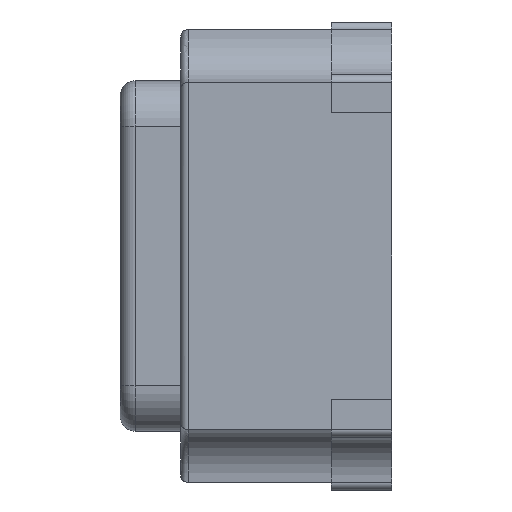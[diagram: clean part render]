
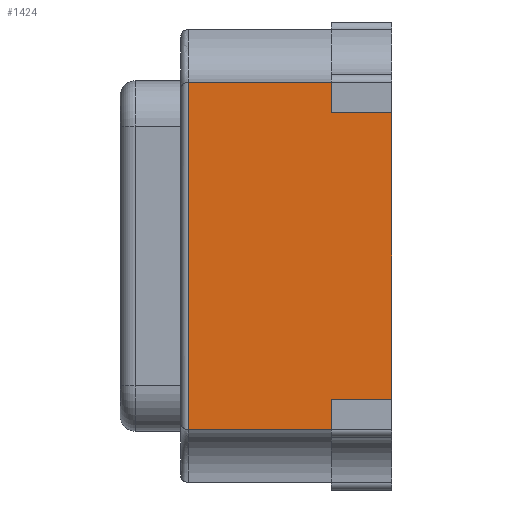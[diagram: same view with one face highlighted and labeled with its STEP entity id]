
A CAD part, left-side view. The second image highlights one B-rep face of the part: STEP entity #1424.
In plain terms, the highlighted planar face has unit normal (-1, 0, 0).
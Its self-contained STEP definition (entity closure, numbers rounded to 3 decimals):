
#21 = VECTOR ( 'NONE', #98, 1000. ) ;
#70 = CARTESIAN_POINT ( 'NONE',  ( -1.6, 0., 0.475 ) ) ;
#87 = LINE ( 'NONE', #1455, #21 ) ;
#98 = DIRECTION ( 'NONE',  ( 0., 0., 1. ) ) ;
#106 = CARTESIAN_POINT ( 'NONE',  ( -1.6, 0.2, -0.575 ) ) ;
#151 = DIRECTION ( 'NONE',  ( 0., 1., 0. ) ) ;
#372 = VECTOR ( 'NONE', #2657, 1000. ) ;
#375 = CARTESIAN_POINT ( 'NONE',  ( -1.6, 0.2, 0.475 ) ) ;
#388 = LINE ( 'NONE', #444, #2668 ) ;
#404 = EDGE_CURVE ( 'NONE', #680, #1629, #446, .T. ) ;
#422 = CARTESIAN_POINT ( 'NONE',  ( -1.6, 0., -0.575 ) ) ;
#444 = CARTESIAN_POINT ( 'NONE',  ( -1.6, 0., 0.75 ) ) ;
#446 = LINE ( 'NONE', #529, #1702 ) ;
#514 = VECTOR ( 'NONE', #668, 1000. ) ;
#529 = CARTESIAN_POINT ( 'NONE',  ( -1.6, 0.2, -0.475 ) ) ;
#534 = DIRECTION ( 'NONE',  ( 0., 0., -1. ) ) ;
#668 = DIRECTION ( 'NONE',  ( 0., -1., 0. ) ) ;
#680 = VERTEX_POINT ( 'NONE', #1285 ) ;
#782 = EDGE_CURVE ( 'NONE', #680, #1383, #807, .T. ) ;
#807 = LINE ( 'NONE', #2704, #514 ) ;
#836 = LINE ( 'NONE', #422, #1434 ) ;
#973 = LINE ( 'NONE', #375, #372 ) ;
#1054 = VERTEX_POINT ( 'NONE', #1292 ) ;
#1116 = FACE_OUTER_BOUND ( 'NONE', #1593, .T. ) ;
#1147 = CARTESIAN_POINT ( 'NONE',  ( -1.6, 0.675, 0.575 ) ) ;
#1161 = CARTESIAN_POINT ( 'NONE',  ( -1.6, 0.7, 0.75 ) ) ;
#1285 = CARTESIAN_POINT ( 'NONE',  ( -1.6, 0.2, -0.475 ) ) ;
#1292 = CARTESIAN_POINT ( 'NONE',  ( -1.6, 0.2, 0.475 ) ) ;
#1373 = DIRECTION ( 'NONE',  ( 0., 0., -1. ) ) ;
#1383 = VERTEX_POINT ( 'NONE', #2803 ) ;
#1424 = ADVANCED_FACE ( 'NONE', ( #1116 ), #1674, .F. ) ;
#1434 = VECTOR ( 'NONE', #2461, 1000. ) ;
#1455 = CARTESIAN_POINT ( 'NONE',  ( -1.6, 0.2, 0.475 ) ) ;
#1499 = ORIENTED_EDGE ( 'NONE', *, *, #1510, .F. ) ;
#1510 = EDGE_CURVE ( 'NONE', #1054, #2292, #973, .T. ) ;
#1539 = EDGE_CURVE ( 'NONE', #1054, #2460, #87, .T. ) ;
#1553 = VECTOR ( 'NONE', #1373, 1000. ) ;
#1584 = LINE ( 'NONE', #2703, #1553 ) ;
#1593 = EDGE_LOOP ( 'NONE', ( #1829, #2251, #2383, #2792, #2213, #1778, #1499, #2095 ) ) ;
#1629 = VERTEX_POINT ( 'NONE', #106 ) ;
#1674 = PLANE ( 'NONE',  #2105 ) ;
#1676 = VERTEX_POINT ( 'NONE', #2914 ) ;
#1702 = VECTOR ( 'NONE', #534, 1000. ) ;
#1778 = ORIENTED_EDGE ( 'NONE', *, *, #1837, .T. ) ;
#1829 = ORIENTED_EDGE ( 'NONE', *, *, #2318, .T. ) ;
#1837 = EDGE_CURVE ( 'NONE', #1383, #2292, #388, .T. ) ;
#1888 = DIRECTION ( 'NONE',  ( 0., 0., -1. ) ) ;
#1951 = VERTEX_POINT ( 'NONE', #1147 ) ;
#2095 = ORIENTED_EDGE ( 'NONE', *, *, #1539, .T. ) ;
#2105 = AXIS2_PLACEMENT_3D ( 'NONE', #1161, #2780, #1888 ) ;
#2213 = ORIENTED_EDGE ( 'NONE', *, *, #782, .T. ) ;
#2219 = LINE ( 'NONE', #2807, #2825 ) ;
#2242 = CARTESIAN_POINT ( 'NONE',  ( -1.6, 0.2, 0.575 ) ) ;
#2251 = ORIENTED_EDGE ( 'NONE', *, *, #2659, .T. ) ;
#2292 = VERTEX_POINT ( 'NONE', #70 ) ;
#2318 = EDGE_CURVE ( 'NONE', #2460, #1951, #2219, .T. ) ;
#2383 = ORIENTED_EDGE ( 'NONE', *, *, #2443, .T. ) ;
#2443 = EDGE_CURVE ( 'NONE', #1676, #1629, #836, .T. ) ;
#2460 = VERTEX_POINT ( 'NONE', #2242 ) ;
#2461 = DIRECTION ( 'NONE',  ( 0., -1., 0. ) ) ;
#2657 = DIRECTION ( 'NONE',  ( 0., -1., 0. ) ) ;
#2659 = EDGE_CURVE ( 'NONE', #1951, #1676, #1584, .T. ) ;
#2668 = VECTOR ( 'NONE', #2937, 1000. ) ;
#2703 = CARTESIAN_POINT ( 'NONE',  ( -1.6, 0.675, -0.575 ) ) ;
#2704 = CARTESIAN_POINT ( 'NONE',  ( -1.6, 0.2, -0.475 ) ) ;
#2780 = DIRECTION ( 'NONE',  ( 1., 0., 0. ) ) ;
#2792 = ORIENTED_EDGE ( 'NONE', *, *, #404, .F. ) ;
#2803 = CARTESIAN_POINT ( 'NONE',  ( -1.6, 0., -0.475 ) ) ;
#2807 = CARTESIAN_POINT ( 'NONE',  ( -1.6, 0., 0.575 ) ) ;
#2825 = VECTOR ( 'NONE', #151, 1000. ) ;
#2914 = CARTESIAN_POINT ( 'NONE',  ( -1.6, 0.675, -0.575 ) ) ;
#2937 = DIRECTION ( 'NONE',  ( 0., 0., 1. ) ) ;
